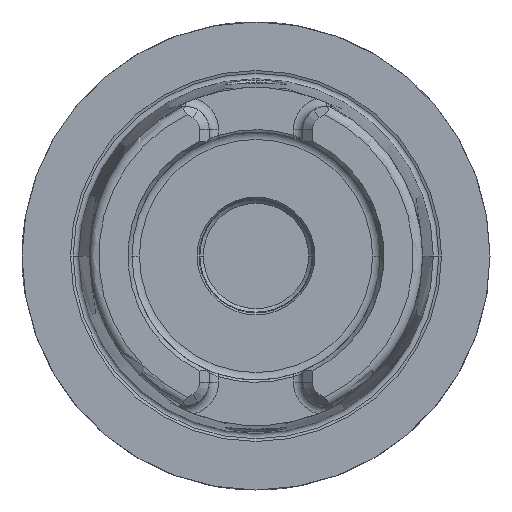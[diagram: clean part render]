
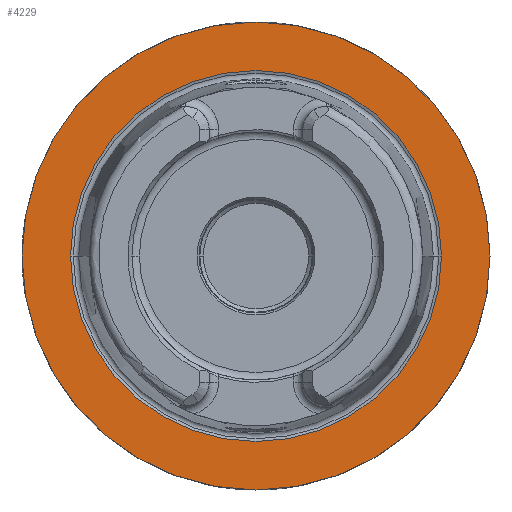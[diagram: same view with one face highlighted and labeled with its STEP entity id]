
A CAD part, left-side view. The second image highlights one B-rep face of the part: STEP entity #4229.
In plain terms, the highlighted planar face has unit normal (-1, 0, 0).
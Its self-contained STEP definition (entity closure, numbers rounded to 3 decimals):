
#905=CARTESIAN_POINT('',(0.,0.,0.));
#906=DIRECTION('',(1.,0.,0.));
#907=DIRECTION('',(0.,1.,0.));
#908=AXIS2_PLACEMENT_3D('',#905,#906,#907);
#910=CARTESIAN_POINT('',(0.,0.,0.));
#911=DIRECTION('',(-1.,0.,0.));
#912=DIRECTION('',(0.,1.,0.));
#913=AXIS2_PLACEMENT_3D('',#910,#911,#912);
#915=CARTESIAN_POINT('',(0.,0.,0.));
#916=DIRECTION('',(-1.,0.,0.));
#917=DIRECTION('',(0.,-1.,0.));
#918=AXIS2_PLACEMENT_3D('',#915,#916,#917);
#920=CARTESIAN_POINT('',(0.,0.,0.));
#921=DIRECTION('',(-1.,0.,0.));
#922=DIRECTION('',(0.,1.,0.));
#923=AXIS2_PLACEMENT_3D('',#920,#921,#922);
#2779=CARTESIAN_POINT('',(0.,50.,0.));
#2780=CARTESIAN_POINT('',(0.,-50.,0.));
#2781=VERTEX_POINT('',#2779);
#2782=VERTEX_POINT('',#2780);
#2807=CARTESIAN_POINT('',(0.,-39.632,0.));
#2808=VERTEX_POINT('',#2807);
#2809=CARTESIAN_POINT('',(0.,39.632,0.));
#2810=VERTEX_POINT('',#2809);
#4214=CARTESIAN_POINT('',(0.,0.,0.));
#4215=DIRECTION('',(1.,0.,0.));
#4216=DIRECTION('',(0.,-1.,0.));
#4217=AXIS2_PLACEMENT_3D('',#4214,#4215,#4216);
#4218=PLANE('',#4217);
#4220=ORIENTED_EDGE('',*,*,#4219,.T.);
#4222=ORIENTED_EDGE('',*,*,#4221,.F.);
#4223=EDGE_LOOP('',(#4220,#4222));
#4224=FACE_OUTER_BOUND('',#4223,.F.);
#4225=ORIENTED_EDGE('',*,*,#4209,.T.);
#4226=ORIENTED_EDGE('',*,*,#4193,.T.);
#4227=EDGE_LOOP('',(#4225,#4226));
#4228=FACE_BOUND('',#4227,.F.);
#4229=ADVANCED_FACE('',(#4224,#4228),#4218,.F.);
#909=CIRCLE('',#908,50.);
#914=CIRCLE('',#913,50.);
#919=CIRCLE('',#918,39.632);
#924=CIRCLE('',#923,39.632);
#4193=EDGE_CURVE('',#2810,#2808,#924,.T.);
#4209=EDGE_CURVE('',#2808,#2810,#919,.T.);
#4219=EDGE_CURVE('',#2781,#2782,#909,.T.);
#4221=EDGE_CURVE('',#2781,#2782,#914,.T.);
